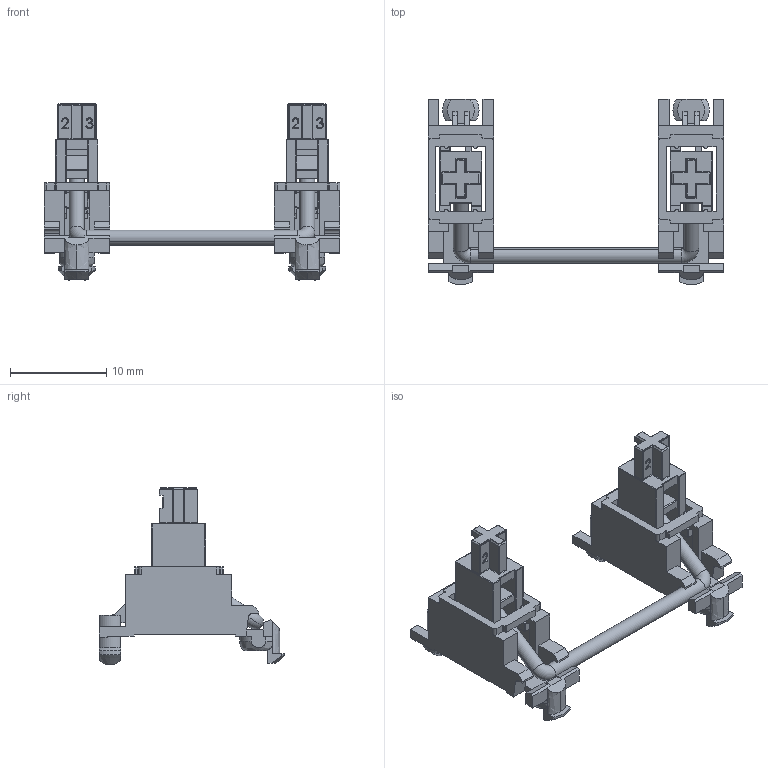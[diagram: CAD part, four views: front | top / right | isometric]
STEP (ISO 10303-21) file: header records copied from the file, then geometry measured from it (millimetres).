
FILE_DESCRIPTION(('FreeCAD Model'),'2;1');
FILE_NAME('Stabilizer___open_sp.step', '2018-07-01T14:13:14',('kicad StepUp'),('ksu MCAD'), 'Open CASCADE STEP processor 7.2','FreeCAD','Unknown');
FILE_SCHEMA(('AUTOMOTIVE_DESIGN { 1 0 10303 214 1 1 1 1 }'));
Length unit declared in the file: millimetre
Products named in the file (1): Stabilizer___open_sp
Bounding box: 30.7 x 19.2 x 18.3 mm (x, y, z)
Volume: 934.1 mm3; surface area: 2386.3 mm2
Topology: 1 solids, 1 shells, 936 faces, 2506 edges, 1518 vertices
Faces by surface type: plane 386, cylinder 344, bspline 64, torus 58, sphere 52, revolution 20, cone 12
Entity records: 39393 total; most frequent: CARTESIAN_POINT 10411, ORIENTED_EDGE 4904, DIRECTION 4476, EDGE_CURVE 2452, VERTEX_POINT 1520, AXIS2_PLACEMENT_3D 1519, LINE 1418, VECTOR 1418
